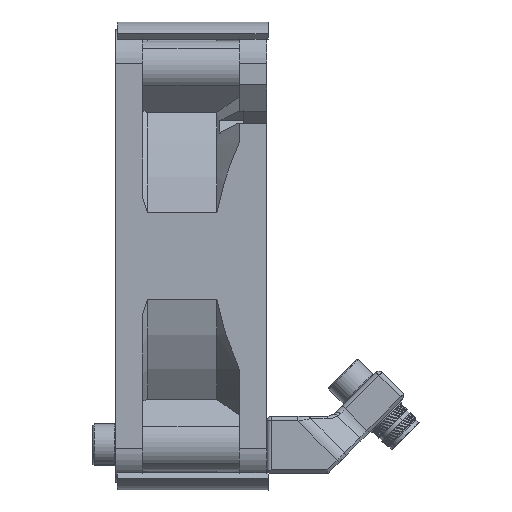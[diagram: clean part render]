
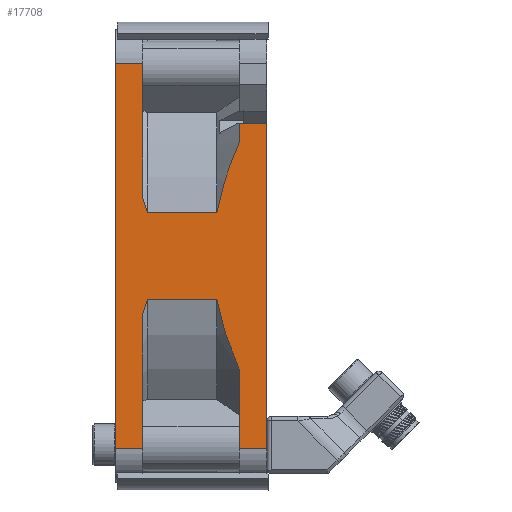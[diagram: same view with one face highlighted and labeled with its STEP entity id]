
A CAD part, left-side view. The second image highlights one B-rep face of the part: STEP entity #17708.
In plain terms, the highlighted planar face has unit normal (-1, 0, 0).
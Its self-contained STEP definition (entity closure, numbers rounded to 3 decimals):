
#3 = CARTESIAN_POINT ( 'NONE',  ( -24.877, 4.925, -10.414 ) ) ;
#463 =( BOUNDED_CURVE ( )  B_SPLINE_CURVE ( 2, ( #4703, #30893, #22534 ),
 .UNSPECIFIED., .F., .T. ) 
 B_SPLINE_CURVE_WITH_KNOTS ( ( 3, 3 ),
 ( 0., 0.974 ),
 .UNSPECIFIED. ) 
 CURVE ( )  GEOMETRIC_REPRESENTATION_ITEM ( )  RATIONAL_B_SPLINE_CURVE ( ( 1., 1.011, 1. ) ) 
 REPRESENTATION_ITEM ( '' )  );
#611 = CARTESIAN_POINT ( 'NONE',  ( -24.877, -7.553, -10.687 ) ) ;
#844 = ORIENTED_EDGE ( 'NONE', *, *, #1235, .F. ) ;
#1235 = EDGE_CURVE ( 'NONE', #5129, #20602, #1713, .T. ) ;
#1382 = CARTESIAN_POINT ( 'NONE',  ( -24.877, 16.72, 1.751 ) ) ;
#1452 = ORIENTED_EDGE ( 'NONE', *, *, #5460, .F. ) ;
#1713 = LINE ( 'NONE', #33209, #9620 ) ;
#2465 = VERTEX_POINT ( 'NONE', #30381 ) ;
#2506 = DIRECTION ( 'NONE',  ( 0., -1., 0. ) ) ;
#2814 = CARTESIAN_POINT ( 'NONE',  ( -24.877, 14.174, 1.751 ) ) ;
#2901 = ORIENTED_EDGE ( 'NONE', *, *, #5850, .F. ) ;
#3169 = VERTEX_POINT ( 'NONE', #10028 ) ;
#3211 = EDGE_CURVE ( 'NONE', #33839, #27759, #16404, .T. ) ;
#3622 = AXIS2_PLACEMENT_3D ( 'NONE', #10046, #30449, #7001 ) ;
#3649 = EDGE_CURVE ( 'NONE', #2465, #3169, #27277, .T. ) ;
#4053 = ORIENTED_EDGE ( 'NONE', *, *, #22673, .F. ) ;
#4204 = CARTESIAN_POINT ( 'NONE',  ( -24.877, 24.654, 5.351 ) ) ;
#4703 = CARTESIAN_POINT ( 'NONE',  ( -24.877, -15.866, 1.751 ) ) ;
#4815 = VECTOR ( 'NONE', #27986, 1000. ) ;
#5129 = VERTEX_POINT ( 'NONE', #28755 ) ;
#5460 = EDGE_CURVE ( 'NONE', #24937, #18632, #15483, .T. ) ;
#5496 = VERTEX_POINT ( 'NONE', #27314 ) ;
#5622 = CARTESIAN_POINT ( 'NONE',  ( -24.877, 26.245, 1.751 ) ) ;
#5850 = EDGE_CURVE ( 'NONE', #20602, #27579, #24596, .T. ) ;
#6755 = EDGE_CURVE ( 'NONE', #18632, #25080, #18227, .T. ) ;
#6807 = EDGE_CURVE ( 'NONE', #25080, #33839, #14270, .T. ) ;
#7001 = DIRECTION ( 'NONE',  ( 0., 1., 0. ) ) ;
#7046 = LINE ( 'NONE', #14580, #30670 ) ;
#7616 = LINE ( 'NONE', #23379, #16631 ) ;
#8293 = CARTESIAN_POINT ( 'NONE',  ( -24.877, -8.503, -11.049 ) ) ;
#9084 = DIRECTION ( 'NONE',  ( 0., 0., -1. ) ) ;
#9288 = CARTESIAN_POINT ( 'NONE',  ( -24.877, 16.72, 5.351 ) ) ;
#9537 = PLANE ( 'NONE',  #3622 ) ;
#9620 = VECTOR ( 'NONE', #10378, 1000. ) ;
#9835 = VERTEX_POINT ( 'NONE', #12133 ) ;
#10028 = CARTESIAN_POINT ( 'NONE',  ( -24.877, -26.346, -14.649 ) ) ;
#10046 = CARTESIAN_POINT ( 'NONE',  ( -24.877, 24.654, 10.351 ) ) ;
#10119 = CARTESIAN_POINT ( 'NONE',  ( -24.877, 4.925, -14.649 ) ) ;
#10292 = DIRECTION ( 'NONE',  ( 0., 0., 1. ) ) ;
#10312 = EDGE_CURVE ( 'NONE', #21338, #27759, #7046, .T. ) ;
#10347 = CARTESIAN_POINT ( 'NONE',  ( -24.877, 24.654, -11.049 ) ) ;
#10378 = DIRECTION ( 'NONE',  ( 0., 0., -1. ) ) ;
#10448 = CARTESIAN_POINT ( 'NONE',  ( -24.877, 4.925, -1.249 ) ) ;
#10883 = DIRECTION ( 'NONE',  ( 0., 1., 0. ) ) ;
#10965 = CARTESIAN_POINT ( 'NONE',  ( -24.877, 24.654, -11.049 ) ) ;
#10981 = ORIENTED_EDGE ( 'NONE', *, *, #10312, .T. ) ;
#11659 = CARTESIAN_POINT ( 'NONE',  ( -24.877, -6.616, -10.414 ) ) ;
#11664 = CARTESIAN_POINT ( 'NONE',  ( -24.877, -6.616, -10.414 ) ) ;
#11838 = CARTESIAN_POINT ( 'NONE',  ( -24.877, -26.346, 10.351 ) ) ;
#12133 = CARTESIAN_POINT ( 'NONE',  ( -24.877, 24.654, -11.049 ) ) ;
#12370 = VECTOR ( 'NONE', #22177, 1000. ) ;
#12718 = VECTOR ( 'NONE', #26254, 1000. ) ;
#12789 = FACE_OUTER_BOUND ( 'NONE', #23806, .T. ) ;
#13907 = VECTOR ( 'NONE', #32435, 1000. ) ;
#14270 =( BOUNDED_CURVE ( )  B_SPLINE_CURVE ( 2, ( #28643, #20798, #2814 ),
 .UNSPECIFIED., .F., .T. ) 
 B_SPLINE_CURVE_WITH_KNOTS ( ( 3, 3 ),
 ( 0., 0.974 ),
 .UNSPECIFIED. ) 
 CURVE ( )  GEOMETRIC_REPRESENTATION_ITEM ( )  RATIONAL_B_SPLINE_CURVE ( ( 1., 1.011, 1. ) ) 
 REPRESENTATION_ITEM ( '' )  );
#14484 = ORIENTED_EDGE ( 'NONE', *, *, #24589, .F. ) ;
#14580 = CARTESIAN_POINT ( 'NONE',  ( -24.877, 16.72, 10.351 ) ) ;
#14851 = VERTEX_POINT ( 'NONE', #29597 ) ;
#15311 = EDGE_CURVE ( 'NONE', #5496, #20796, #32614, .T. ) ;
#15377 = VECTOR ( 'NONE', #10292, 1000. ) ;
#15483 = B_SPLINE_CURVE_WITH_KNOTS ( 'NONE', 3,
 ( #22047, #29556, #24266, #22207, #32118, #17070, #18968 ),
 .UNSPECIFIED., .F., .F.,
 ( 4, 3, 4 ),
 ( 0.046, 0.047, 0.048 ),
 .UNSPECIFIED. ) ;
#15811 = LINE ( 'NONE', #10965, #12718 ) ;
#16043 = EDGE_CURVE ( 'NONE', #27579, #14851, #15811, .T. ) ;
#16365 = VECTOR ( 'NONE', #10883, 1000. ) ;
#16404 = LINE ( 'NONE', #5622, #16365 ) ;
#16631 = VECTOR ( 'NONE', #33808, 1000. ) ;
#17070 = CARTESIAN_POINT ( 'NONE',  ( -24.877, 5.211, -10.497 ) ) ;
#17576 = ORIENTED_EDGE ( 'NONE', *, *, #6755, .F. ) ;
#17588 = CARTESIAN_POINT ( 'NONE',  ( -24.877, 24.654, 10.351 ) ) ;
#17708 = ADVANCED_FACE ( 'NONE', ( #12789 ), #9537, .F. ) ;
#17805 = ORIENTED_EDGE ( 'NONE', *, *, #31980, .F. ) ;
#18227 = LINE ( 'NONE', #10119, #15377 ) ;
#18632 = VERTEX_POINT ( 'NONE', #3 ) ;
#18968 = CARTESIAN_POINT ( 'NONE',  ( -24.877, 4.925, -10.414 ) ) ;
#19151 = ORIENTED_EDGE ( 'NONE', *, *, #22860, .F. ) ;
#19658 = VECTOR ( 'NONE', #32572, 1000. ) ;
#20172 = LINE ( 'NONE', #17588, #4815 ) ;
#20602 = VERTEX_POINT ( 'NONE', #11664 ) ;
#20796 = VERTEX_POINT ( 'NONE', #25743 ) ;
#20798 = CARTESIAN_POINT ( 'NONE',  ( -24.877, 9.333, -0.416 ) ) ;
#21243 = EDGE_CURVE ( 'NONE', #9835, #2465, #20172, .T. ) ;
#21281 = VECTOR ( 'NONE', #2506, 1000. ) ;
#21338 = VERTEX_POINT ( 'NONE', #9288 ) ;
#22047 = CARTESIAN_POINT ( 'NONE',  ( -24.877, 6.812, -11.049 ) ) ;
#22085 = ORIENTED_EDGE ( 'NONE', *, *, #21243, .T. ) ;
#22172 = CARTESIAN_POINT ( 'NONE',  ( -24.877, 24.654, -14.649 ) ) ;
#22177 = DIRECTION ( 'NONE',  ( 0., 0., -1. ) ) ;
#22207 = CARTESIAN_POINT ( 'NONE',  ( -24.877, 5.776, -10.679 ) ) ;
#22346 = LINE ( 'NONE', #11838, #12370 ) ;
#22534 = CARTESIAN_POINT ( 'NONE',  ( -24.877, -6.616, -1.249 ) ) ;
#22673 = EDGE_CURVE ( 'NONE', #31816, #5129, #463, .T. ) ;
#22746 = ORIENTED_EDGE ( 'NONE', *, *, #6807, .F. ) ;
#22860 = EDGE_CURVE ( 'NONE', #20796, #31816, #7616, .T. ) ;
#23379 = CARTESIAN_POINT ( 'NONE',  ( -24.877, 26.245, 1.751 ) ) ;
#23770 = ORIENTED_EDGE ( 'NONE', *, *, #3649, .T. ) ;
#23806 = EDGE_LOOP ( 'NONE', ( #10981, #24265, #22746, #17576, #1452, #17805, #22085, #23770, #31701, #30189, #2901, #844, #4053, #19151, #26191, #14484 ) ) ;
#24265 = ORIENTED_EDGE ( 'NONE', *, *, #3211, .F. ) ;
#24266 = CARTESIAN_POINT ( 'NONE',  ( -24.877, 6.124, -10.795 ) ) ;
#24589 = EDGE_CURVE ( 'NONE', #21338, #5496, #27465, .T. ) ;
#24596 =( BOUNDED_CURVE ( )  B_SPLINE_CURVE ( 2, ( #11659, #611, #8293 ),
 .UNSPECIFIED., .F., .T. ) 
 B_SPLINE_CURVE_WITH_KNOTS ( ( 3, 3 ),
 ( 2.353, 2.561 ),
 .UNSPECIFIED. ) 
 CURVE ( )  GEOMETRIC_REPRESENTATION_ITEM ( )  RATIONAL_B_SPLINE_CURVE ( ( 1.056, 1.053, 1.049 ) ) 
 REPRESENTATION_ITEM ( '' )  );
#24776 = VECTOR ( 'NONE', #32783, 1000. ) ;
#24937 = VERTEX_POINT ( 'NONE', #30847 ) ;
#24940 = CARTESIAN_POINT ( 'NONE',  ( -24.877, -26.346, 10.351 ) ) ;
#25080 = VERTEX_POINT ( 'NONE', #10448 ) ;
#25730 = CARTESIAN_POINT ( 'NONE',  ( -24.877, 14.174, 1.751 ) ) ;
#25743 = CARTESIAN_POINT ( 'NONE',  ( -24.877, -26.346, 1.751 ) ) ;
#26191 = ORIENTED_EDGE ( 'NONE', *, *, #15311, .F. ) ;
#26254 = DIRECTION ( 'NONE',  ( 0., -1., 0. ) ) ;
#26834 = CARTESIAN_POINT ( 'NONE',  ( -24.877, -15.866, 1.751 ) ) ;
#27063 = CARTESIAN_POINT ( 'NONE',  ( -24.877, -8.503, -11.049 ) ) ;
#27277 = LINE ( 'NONE', #22172, #19658 ) ;
#27314 = CARTESIAN_POINT ( 'NONE',  ( -24.877, -26.346, 5.351 ) ) ;
#27465 = LINE ( 'NONE', #4204, #13907 ) ;
#27579 = VERTEX_POINT ( 'NONE', #27063 ) ;
#27759 = VERTEX_POINT ( 'NONE', #1382 ) ;
#27986 = DIRECTION ( 'NONE',  ( 0., 0., -1. ) ) ;
#28485 = EDGE_CURVE ( 'NONE', #14851, #3169, #22346, .T. ) ;
#28643 = CARTESIAN_POINT ( 'NONE',  ( -24.877, 4.925, -1.249 ) ) ;
#28755 = CARTESIAN_POINT ( 'NONE',  ( -24.877, -6.616, -1.249 ) ) ;
#29556 = CARTESIAN_POINT ( 'NONE',  ( -24.877, 6.469, -10.918 ) ) ;
#29597 = CARTESIAN_POINT ( 'NONE',  ( -24.877, -26.346, -11.049 ) ) ;
#30189 = ORIENTED_EDGE ( 'NONE', *, *, #16043, .F. ) ;
#30381 = CARTESIAN_POINT ( 'NONE',  ( -24.877, 24.654, -14.649 ) ) ;
#30449 = DIRECTION ( 'NONE',  ( 1., 0., 0. ) ) ;
#30670 = VECTOR ( 'NONE', #9084, 1000. ) ;
#30847 = CARTESIAN_POINT ( 'NONE',  ( -24.877, 6.812, -11.049 ) ) ;
#30893 = CARTESIAN_POINT ( 'NONE',  ( -24.877, -11.025, -0.416 ) ) ;
#31432 = LINE ( 'NONE', #10347, #21281 ) ;
#31701 = ORIENTED_EDGE ( 'NONE', *, *, #28485, .F. ) ;
#31816 = VERTEX_POINT ( 'NONE', #26834 ) ;
#31980 = EDGE_CURVE ( 'NONE', #9835, #24937, #31432, .T. ) ;
#32118 = CARTESIAN_POINT ( 'NONE',  ( -24.877, 5.494, -10.585 ) ) ;
#32435 = DIRECTION ( 'NONE',  ( 0., -1., 0. ) ) ;
#32572 = DIRECTION ( 'NONE',  ( 0., -1., 0. ) ) ;
#32614 = LINE ( 'NONE', #24940, #24776 ) ;
#32783 = DIRECTION ( 'NONE',  ( 0., 0., -1. ) ) ;
#33209 = CARTESIAN_POINT ( 'NONE',  ( -24.877, -6.616, -14.649 ) ) ;
#33808 = DIRECTION ( 'NONE',  ( 0., 1., 0. ) ) ;
#33839 = VERTEX_POINT ( 'NONE', #25730 ) ;
